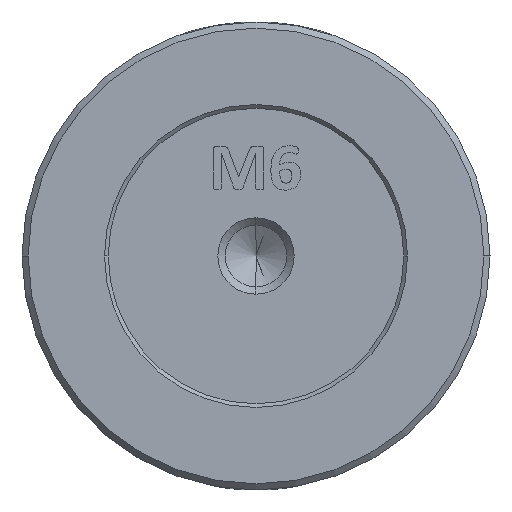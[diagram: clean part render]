
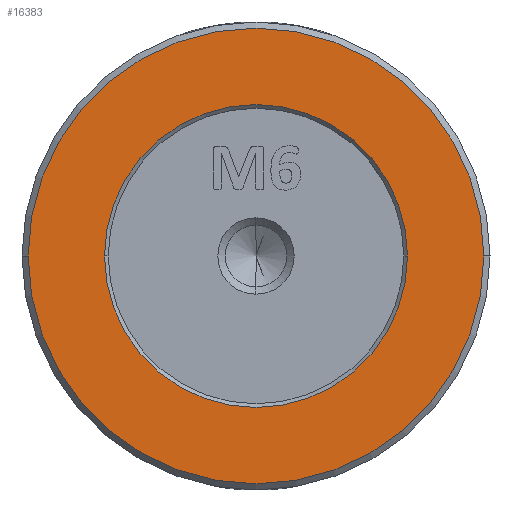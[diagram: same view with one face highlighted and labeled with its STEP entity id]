
A CAD part, left-side view. The second image highlights one B-rep face of the part: STEP entity #16383.
In plain terms, the highlighted planar face has unit normal (-1, 0, 0).
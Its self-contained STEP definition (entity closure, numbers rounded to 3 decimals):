
#542 = CIRCLE ( 'NONE', #3459, 18.5 ) ;
#1086 = FACE_BOUND ( 'NONE', #23739, .T. ) ;
#1405 = CIRCLE ( 'NONE', #22418, 18.5 ) ;
#3459 = AXIS2_PLACEMENT_3D ( 'NONE', #16376, #16827, #7508 ) ;
#3918 = CARTESIAN_POINT ( 'NONE',  ( 0., -12.3, 0. ) ) ;
#5819 = VERTEX_POINT ( 'NONE', #27445 ) ;
#5961 = DIRECTION ( 'NONE',  ( 1., 0., 0. ) ) ;
#5978 = DIRECTION ( 'NONE',  ( -1., 0., 0. ) ) ;
#6901 = EDGE_CURVE ( 'NONE', #24794, #29217, #1405, .T. ) ;
#7508 = DIRECTION ( 'NONE',  ( 0., -1., 0. ) ) ;
#8119 = PLANE ( 'NONE',  #23007 ) ;
#8908 = DIRECTION ( 'NONE',  ( 1., 0., 0. ) ) ;
#10721 = VERTEX_POINT ( 'NONE', #3918 ) ;
#11252 = EDGE_CURVE ( 'NONE', #10721, #5819, #26098, .T. ) ;
#11513 = DIRECTION ( 'NONE',  ( 0., -1., 0. ) ) ;
#13890 = AXIS2_PLACEMENT_3D ( 'NONE', #25592, #8908, #11513 ) ;
#13971 = EDGE_CURVE ( 'NONE', #5819, #10721, #28764, .T. ) ;
#14162 = ORIENTED_EDGE ( 'NONE', *, *, #13971, .T. ) ;
#16376 = CARTESIAN_POINT ( 'NONE',  ( 0., 0., 0. ) ) ;
#16383 = ADVANCED_FACE ( 'NONE', ( #1086, #19721 ), #8119, .T. ) ;
#16687 = ORIENTED_EDGE ( 'NONE', *, *, #6901, .T. ) ;
#16827 = DIRECTION ( 'NONE',  ( -1., 0., 0. ) ) ;
#17094 = EDGE_CURVE ( 'NONE', #29217, #24794, #542, .T. ) ;
#17431 = CARTESIAN_POINT ( 'NONE',  ( 0., 0., 0. ) ) ;
#18946 = DIRECTION ( 'NONE',  ( 0., -1., 0. ) ) ;
#19721 = FACE_OUTER_BOUND ( 'NONE', #21898, .T. ) ;
#20387 = CARTESIAN_POINT ( 'NONE',  ( 0., 18.5, 0. ) ) ;
#21898 = EDGE_LOOP ( 'NONE', ( #24196, #16687 ) ) ;
#22418 = AXIS2_PLACEMENT_3D ( 'NONE', #23107, #25704, #18946 ) ;
#22481 = DIRECTION ( 'NONE',  ( 0., -1., 0. ) ) ;
#23007 = AXIS2_PLACEMENT_3D ( 'NONE', #17431, #5978, #26769 ) ;
#23107 = CARTESIAN_POINT ( 'NONE',  ( 0., 0., 0. ) ) ;
#23739 = EDGE_LOOP ( 'NONE', ( #26486, #14162 ) ) ;
#24196 = ORIENTED_EDGE ( 'NONE', *, *, #17094, .T. ) ;
#24397 = CARTESIAN_POINT ( 'NONE',  ( 0., -18.5, 0. ) ) ;
#24794 = VERTEX_POINT ( 'NONE', #24397 ) ;
#25592 = CARTESIAN_POINT ( 'NONE',  ( 0., 0., 0. ) ) ;
#25704 = DIRECTION ( 'NONE',  ( -1., 0., 0. ) ) ;
#26098 = CIRCLE ( 'NONE', #13890, 12.3 ) ;
#26395 = AXIS2_PLACEMENT_3D ( 'NONE', #27359, #5961, #22481 ) ;
#26486 = ORIENTED_EDGE ( 'NONE', *, *, #11252, .T. ) ;
#26769 = DIRECTION ( 'NONE',  ( 0., 0., 1. ) ) ;
#27359 = CARTESIAN_POINT ( 'NONE',  ( 0., 0., 0. ) ) ;
#27445 = CARTESIAN_POINT ( 'NONE',  ( 0., 12.3, 0. ) ) ;
#28764 = CIRCLE ( 'NONE', #26395, 12.3 ) ;
#29217 = VERTEX_POINT ( 'NONE', #20387 ) ;
